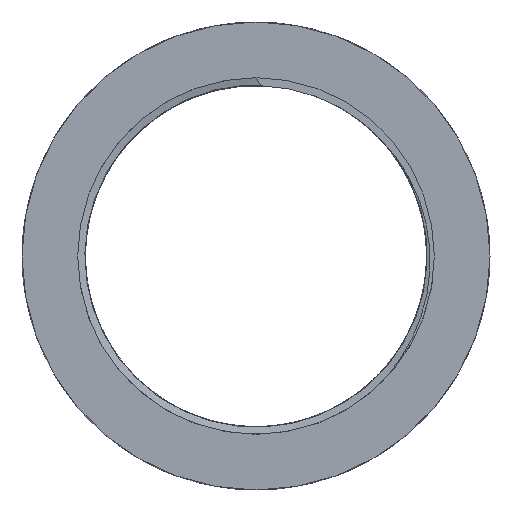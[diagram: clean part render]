
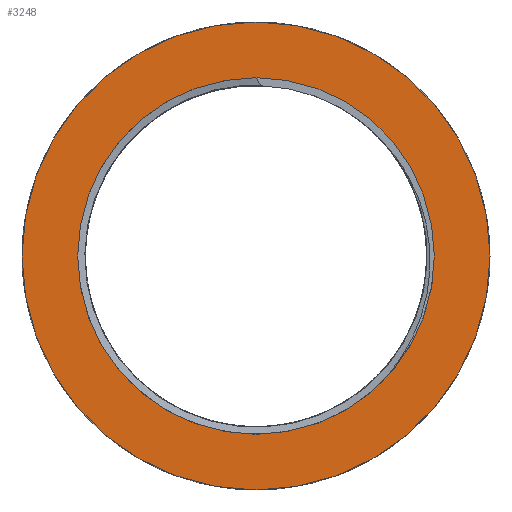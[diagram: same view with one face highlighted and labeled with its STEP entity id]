
A CAD part, top view. The second image highlights one B-rep face of the part: STEP entity #3248.
In plain terms, the highlighted planar face has unit normal (0, 0, 1).
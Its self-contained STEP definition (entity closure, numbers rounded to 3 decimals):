
#73 = VERTEX_POINT ( 'NONE', #174 ) ;
#75 = VERTEX_POINT ( 'NONE', #136 ) ;
#121 = VERTEX_POINT ( 'NONE', #211 ) ;
#124 = VERTEX_POINT ( 'NONE', #187 ) ;
#136 = CARTESIAN_POINT ( 'NONE',  ( 35.5, 0., 7.4 ) ) ;
#174 = CARTESIAN_POINT ( 'NONE',  ( -27.05, 0., 7.4 ) ) ;
#185 = DIRECTION ( 'NONE',  ( 0., 0., 1. ) ) ;
#187 = CARTESIAN_POINT ( 'NONE',  ( 27.05, 0., 7.4 ) ) ;
#189 = PLANE ( 'NONE',  #3420 ) ;
#191 = FACE_BOUND ( 'NONE', #407, .T. ) ;
#202 = CARTESIAN_POINT ( 'NONE',  ( 37.528, 0., 7.4 ) ) ;
#211 = CARTESIAN_POINT ( 'NONE',  ( -35.5, 0., 7.4 ) ) ;
#213 = FACE_OUTER_BOUND ( 'NONE', #389, .T. ) ;
#228 = DIRECTION ( 'NONE',  ( 1., 0., 0. ) ) ;
#389 = EDGE_LOOP ( 'NONE', ( #474, #547 ) ) ;
#407 = EDGE_LOOP ( 'NONE', ( #497, #495 ) ) ;
#474 = ORIENTED_EDGE ( 'NONE', *, *, #3323, .T. ) ;
#495 = ORIENTED_EDGE ( 'NONE', *, *, #3356, .T. ) ;
#497 = ORIENTED_EDGE ( 'NONE', *, *, #3391, .T. ) ;
#547 = ORIENTED_EDGE ( 'NONE', *, *, #3336, .T. ) ;
#854 = CARTESIAN_POINT ( 'NONE',  ( 0., 0., 7.4 ) ) ;
#857 = DIRECTION ( 'NONE',  ( 0., 0., -1. ) ) ;
#861 = DIRECTION ( 'NONE',  ( 1., 0., 0. ) ) ;
#1461 = CARTESIAN_POINT ( 'NONE',  ( 0., 0., 7.4 ) ) ;
#1465 = DIRECTION ( 'NONE',  ( 1., 0., 0. ) ) ;
#1476 = DIRECTION ( 'NONE',  ( 0., 0., 1. ) ) ;
#1794 = CARTESIAN_POINT ( 'NONE',  ( 0., 0., 7.4 ) ) ;
#1800 = DIRECTION ( 'NONE',  ( 0., 0., 1. ) ) ;
#1817 = DIRECTION ( 'NONE',  ( 1., 0., 0. ) ) ;
#2033 = CARTESIAN_POINT ( 'NONE',  ( 0., 0., 7.4 ) ) ;
#2039 = DIRECTION ( 'NONE',  ( 0., 0., -1. ) ) ;
#2045 = DIRECTION ( 'NONE',  ( 1., 0., 0. ) ) ;
#3248 = ADVANCED_FACE ( 'NONE', ( #213, #191 ), #189, .T. ) ;
#3323 = EDGE_CURVE ( 'NONE', #75, #121, #3477, .T. ) ;
#3336 = EDGE_CURVE ( 'NONE', #121, #75, #3499, .T. ) ;
#3356 = EDGE_CURVE ( 'NONE', #124, #73, #3555, .T. ) ;
#3391 = EDGE_CURVE ( 'NONE', #73, #124, #3527, .T. ) ;
#3420 = AXIS2_PLACEMENT_3D ( 'NONE', #202, #185, #228 ) ;
#3471 = AXIS2_PLACEMENT_3D ( 'NONE', #1794, #1800, #1817 ) ;
#3477 = CIRCLE ( 'NONE', #3500, 35.5 ) ;
#3499 = CIRCLE ( 'NONE', #3471, 35.5 ) ;
#3500 = AXIS2_PLACEMENT_3D ( 'NONE', #1461, #1476, #1465 ) ;
#3505 = AXIS2_PLACEMENT_3D ( 'NONE', #854, #857, #861 ) ;
#3507 = AXIS2_PLACEMENT_3D ( 'NONE', #2033, #2039, #2045 ) ;
#3527 = CIRCLE ( 'NONE', #3505, 27.05 ) ;
#3555 = CIRCLE ( 'NONE', #3507, 27.05 ) ;
